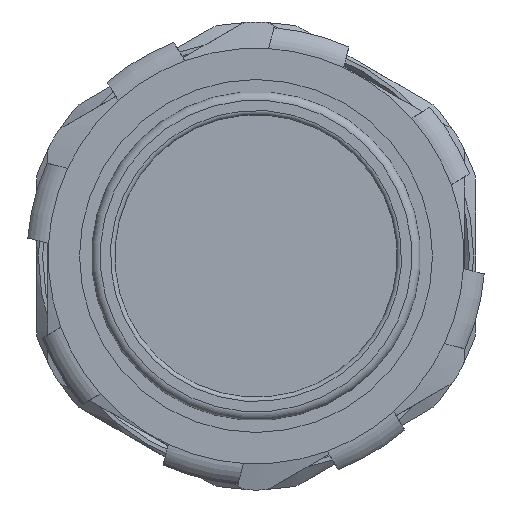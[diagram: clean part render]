
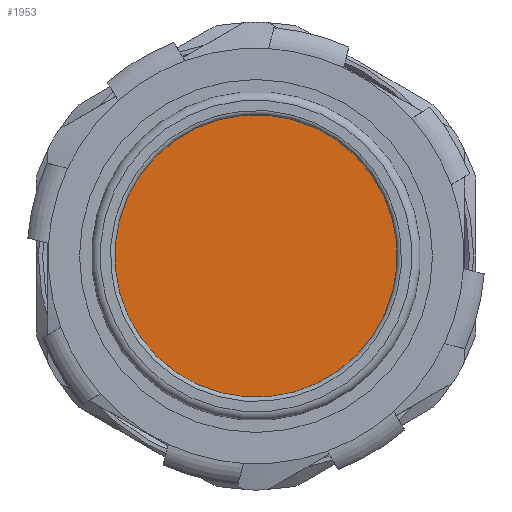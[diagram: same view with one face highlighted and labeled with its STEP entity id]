
A CAD part, front view. The second image highlights one B-rep face of the part: STEP entity #1953.
In plain terms, the highlighted planar face has unit normal (0, -1, 0).
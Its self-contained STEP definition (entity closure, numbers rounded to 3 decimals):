
#392=FACE_OUTER_BOUND('',#511,.T.);
#511=EDGE_LOOP('',(#1215));
#636=CIRCLE('',#2098,16.45);
#733=VERTEX_POINT('',#2841);
#919=EDGE_CURVE('',#733,#733,#636,.T.);
#1215=ORIENTED_EDGE('',*,*,#919,.F.);
#1798=PLANE('',#2097);
#1953=ADVANCED_FACE('',(#392),#1798,.F.);
#2097=AXIS2_PLACEMENT_3D('',#2840,#2320,#2321);
#2098=AXIS2_PLACEMENT_3D('',#2842,#2322,#2323);
#2320=DIRECTION('center_axis',(0.,1.,0.));
#2321=DIRECTION('ref_axis',(0.,0.,1.));
#2322=DIRECTION('center_axis',(0.,1.,0.));
#2323=DIRECTION('ref_axis',(-0.816,0.,-0.578));
#2840=CARTESIAN_POINT('Origin',(0.,-1.,
0.));
#2841=CARTESIAN_POINT('',(9.515,-1.,-13.419));
#2842=CARTESIAN_POINT('Origin',(0.,-1.,
0.));
